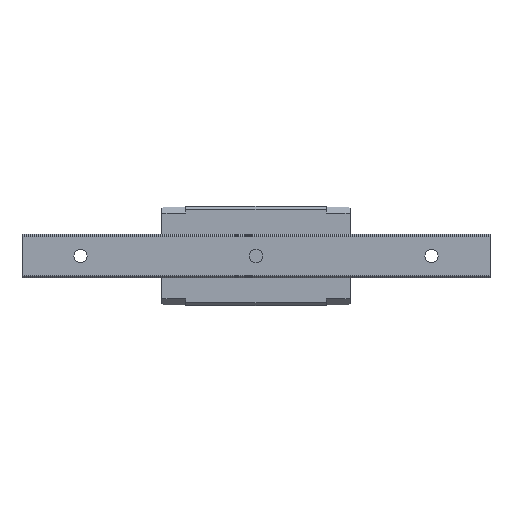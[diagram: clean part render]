
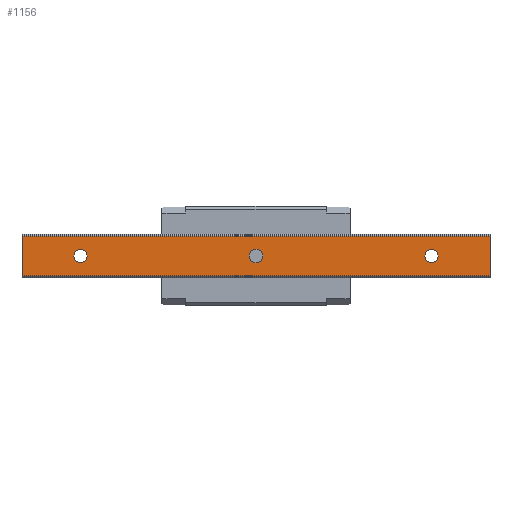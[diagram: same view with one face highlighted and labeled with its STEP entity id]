
A CAD part, front view. The second image highlights one B-rep face of the part: STEP entity #1156.
In plain terms, the highlighted planar face has unit normal (0, -1, 0).
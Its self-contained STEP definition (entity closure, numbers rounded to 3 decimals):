
#1156 = ADVANCED_FACE( '', ( #3199, #3200, #3201, #3202 ), #3203, .T. );
#1266 = VERTEX_POINT( '', #3325 );
#1404 = EDGE_CURVE( '', #2182, #2502, #3483, .T. );
#1476 = EDGE_CURVE( '', #2502, #2182, #3560, .T. );
#1550 = EDGE_CURVE( '', #1844, #2674, #3647, .T. );
#1658 = EDGE_CURVE( '', #2674, #1844, #3759, .T. );
#1720 = VERTEX_POINT( '', #3825 );
#1844 = VERTEX_POINT( '', #3957 );
#1880 = EDGE_CURVE( '', #1720, #2748, #3998, .T. );
#2034 = EDGE_CURVE( '', #2774, #2532, #4172, .T. );
#2180 = EDGE_CURVE( '', #1266, #2300, #4330, .T. );
#2182 = VERTEX_POINT( '', #4332 );
#2266 = EDGE_CURVE( '', #2748, #1720, #4426, .T. );
#2300 = VERTEX_POINT( '', #4464 );
#2502 = VERTEX_POINT( '', #4680 );
#2532 = VERTEX_POINT( '', #4711 );
#2538 = EDGE_CURVE( '', #2532, #2300, #4718, .T. );
#2674 = VERTEX_POINT( '', #4870 );
#2748 = VERTEX_POINT( '', #4947 );
#2774 = VERTEX_POINT( '', #4974 );
#2998 = EDGE_CURVE( '', #1266, #2774, #5227, .T. );
#3199 = FACE_BOUND( '', #5473, .T. );
#3200 = FACE_BOUND( '', #5474, .T. );
#3201 = FACE_BOUND( '', #5475, .T. );
#3202 = FACE_OUTER_BOUND( '', #5476, .T. );
#3203 = PLANE( '', #5477 );
#3325 = CARTESIAN_POINT( '', ( -20., 0., 6.786 ) );
#3483 = CIRCLE( '', #5843, 2.25 );
#3560 = CIRCLE( '', #5955, 2.25 );
#3647 = CIRCLE( '', #6070, 2.25 );
#3759 = CIRCLE( '', #6236, 2.25 );
#3825 = CARTESIAN_POINT( '', ( 117.75, 0., 0. ) );
#3957 = CARTESIAN_POINT( '', ( 2.25, 0., 0. ) );
#3998 = CIRCLE( '', #6565, 2.25 );
#4172 = LINE( '', #6801, #6802 );
#4330 = LINE( '', #7027, #7028 );
#4332 = CARTESIAN_POINT( '', ( 62.25, 0., 0. ) );
#4426 = CIRCLE( '', #7160, 2.25 );
#4464 = CARTESIAN_POINT( '', ( 140., 0., 6.786 ) );
#4680 = CARTESIAN_POINT( '', ( 57.75, 0., 0. ) );
#4711 = CARTESIAN_POINT( '', ( 140., 0., -6.786 ) );
#4718 = LINE( '', #7567, #7568 );
#4870 = CARTESIAN_POINT( '', ( -2.25, 0., 0. ) );
#4947 = CARTESIAN_POINT( '', ( 122.25, 0., 0. ) );
#4974 = CARTESIAN_POINT( '', ( -20., 0., -6.786 ) );
#5227 = LINE( '', #8244, #8245 );
#5473 = EDGE_LOOP( '', ( #8541, #8542 ) );
#5474 = EDGE_LOOP( '', ( #8543, #8544 ) );
#5475 = EDGE_LOOP( '', ( #8545, #8546 ) );
#5476 = EDGE_LOOP( '', ( #8547, #8548, #8549, #8550 ) );
#5477 = AXIS2_PLACEMENT_3D( '', #8551, #8552, #8553 );
#5843 = AXIS2_PLACEMENT_3D( '', #8911, #8912, #8913 );
#5955 = AXIS2_PLACEMENT_3D( '', #8990, #8991, #8992 );
#6070 = AXIS2_PLACEMENT_3D( '', #9108, #9109, #9110 );
#6236 = AXIS2_PLACEMENT_3D( '', #9200, #9201, #9202 );
#6565 = AXIS2_PLACEMENT_3D( '', #9418, #9419, #9420 );
#6801 = CARTESIAN_POINT( '', ( -20., 0., -6.786 ) );
#6802 = VECTOR( '', #9667, 1. );
#7027 = CARTESIAN_POINT( '', ( -20., 0., 6.786 ) );
#7028 = VECTOR( '', #9831, 1. );
#7160 = AXIS2_PLACEMENT_3D( '', #9936, #9937, #9938 );
#7567 = CARTESIAN_POINT( '', ( 140., 0., 6.786 ) );
#7568 = VECTOR( '', #10212, 1. );
#8244 = CARTESIAN_POINT( '', ( -20., 0., 6.786 ) );
#8245 = VECTOR( '', #10812, 1. );
#8541 = ORIENTED_EDGE( '', *, *, #1404, .T. );
#8542 = ORIENTED_EDGE( '', *, *, #1476, .T. );
#8543 = ORIENTED_EDGE( '', *, *, #2266, .T. );
#8544 = ORIENTED_EDGE( '', *, *, #1880, .T. );
#8545 = ORIENTED_EDGE( '', *, *, #1550, .T. );
#8546 = ORIENTED_EDGE( '', *, *, #1658, .T. );
#8547 = ORIENTED_EDGE( '', *, *, #2538, .T. );
#8548 = ORIENTED_EDGE( '', *, *, #2180, .F. );
#8549 = ORIENTED_EDGE( '', *, *, #2998, .T. );
#8550 = ORIENTED_EDGE( '', *, *, #2034, .T. );
#8551 = CARTESIAN_POINT( '', ( -20., 0., -6.786 ) );
#8552 = DIRECTION( '', ( 0., -1., 0. ) );
#8553 = DIRECTION( '', ( 0., 0., -1. ) );
#8911 = CARTESIAN_POINT( '', ( 60., 0., 0. ) );
#8912 = DIRECTION( '', ( 0., 1., 0. ) );
#8913 = DIRECTION( '', ( 1., 0., 0. ) );
#8990 = CARTESIAN_POINT( '', ( 60., 0., 0. ) );
#8991 = DIRECTION( '', ( 0., 1., 0. ) );
#8992 = DIRECTION( '', ( 1., 0., 0. ) );
#9108 = CARTESIAN_POINT( '', ( 0., 0., 0. ) );
#9109 = DIRECTION( '', ( 0., 1., 0. ) );
#9110 = DIRECTION( '', ( 1., 0., 0. ) );
#9200 = CARTESIAN_POINT( '', ( 0., 0., 0. ) );
#9201 = DIRECTION( '', ( 0., 1., 0. ) );
#9202 = DIRECTION( '', ( 1., 0., 0. ) );
#9418 = CARTESIAN_POINT( '', ( 120., 0., 0. ) );
#9419 = DIRECTION( '', ( 0., 1., 0. ) );
#9420 = DIRECTION( '', ( 1., 0., 0. ) );
#9667 = DIRECTION( '', ( 1., 0., 0. ) );
#9831 = DIRECTION( '', ( 1., 0., 0. ) );
#9936 = CARTESIAN_POINT( '', ( 120., 0., 0. ) );
#9937 = DIRECTION( '', ( 0., 1., 0. ) );
#9938 = DIRECTION( '', ( 1., 0., 0. ) );
#10212 = DIRECTION( '', ( 0., 0., 1. ) );
#10812 = DIRECTION( '', ( 0., 0., -1. ) );
